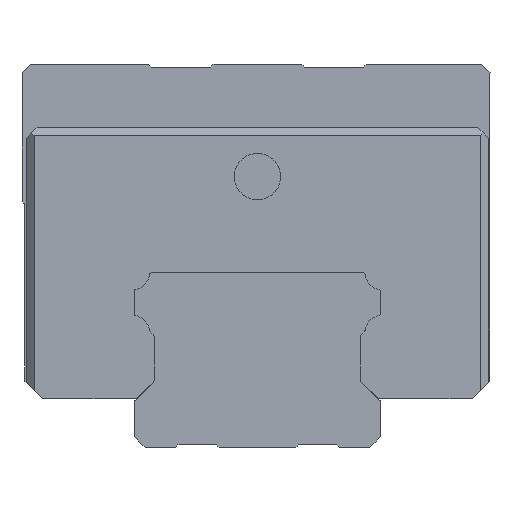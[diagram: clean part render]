
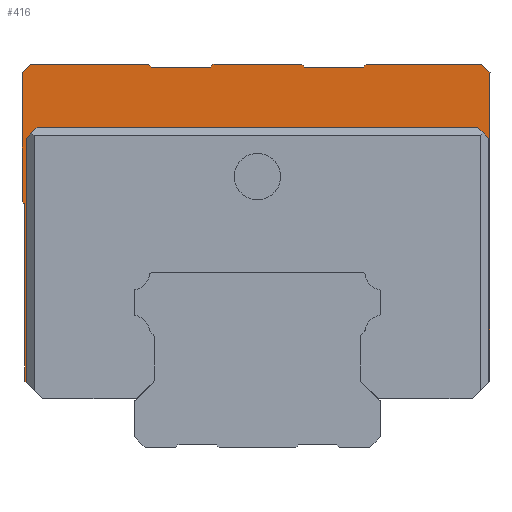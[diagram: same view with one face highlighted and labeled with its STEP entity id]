
A CAD part, left-side view. The second image highlights one B-rep face of the part: STEP entity #416.
In plain terms, the highlighted planar face has unit normal (-1, 0, 0).
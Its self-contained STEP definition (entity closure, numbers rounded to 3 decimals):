
#416=ADVANCED_FACE('',(#694),#592,.T.);
#592=PLANE('',#3402);
#694=FACE_OUTER_BOUND('',#837,.T.);
#837=EDGE_LOOP('',(#1202,#1203,#1204,#1205,#1206,#1207,#1208,#1209,#1210,
#1211,#1212,#1213,#1214,#1215,#1216,#1217,#1218,#1219,#1220,#1221,#1222,
#1223,#1224,#1225));
#1054=CIRCLE('',#3400,0.7);
#1055=CIRCLE('',#3401,0.5);
#1202=ORIENTED_EDGE('',*,*,#2522,.F.);
#1203=ORIENTED_EDGE('',*,*,#2523,.F.);
#1204=ORIENTED_EDGE('',*,*,#2524,.F.);
#1205=ORIENTED_EDGE('',*,*,#2525,.F.);
#1206=ORIENTED_EDGE('',*,*,#2526,.F.);
#1207=ORIENTED_EDGE('',*,*,#2527,.T.);
#1208=ORIENTED_EDGE('',*,*,#2528,.T.);
#1209=ORIENTED_EDGE('',*,*,#2529,.T.);
#1210=ORIENTED_EDGE('',*,*,#2530,.T.);
#1211=ORIENTED_EDGE('',*,*,#2531,.T.);
#1212=ORIENTED_EDGE('',*,*,#2532,.T.);
#1213=ORIENTED_EDGE('',*,*,#2533,.T.);
#1214=ORIENTED_EDGE('',*,*,#2534,.T.);
#1215=ORIENTED_EDGE('',*,*,#2535,.T.);
#1216=ORIENTED_EDGE('',*,*,#2536,.T.);
#1217=ORIENTED_EDGE('',*,*,#2537,.T.);
#1218=ORIENTED_EDGE('',*,*,#2538,.T.);
#1219=ORIENTED_EDGE('',*,*,#2539,.T.);
#1220=ORIENTED_EDGE('',*,*,#2540,.T.);
#1221=ORIENTED_EDGE('',*,*,#2541,.T.);
#1222=ORIENTED_EDGE('',*,*,#2542,.T.);
#1223=ORIENTED_EDGE('',*,*,#2543,.T.);
#1224=ORIENTED_EDGE('',*,*,#2544,.T.);
#1225=ORIENTED_EDGE('',*,*,#2545,.T.);
#2178=VERTEX_POINT('',#4528);
#2179=VERTEX_POINT('',#4529);
#2180=VERTEX_POINT('',#4531);
#2181=VERTEX_POINT('',#4533);
#2182=VERTEX_POINT('',#4535);
#2183=VERTEX_POINT('',#4537);
#2184=VERTEX_POINT('',#4539);
#2185=VERTEX_POINT('',#4541);
#2186=VERTEX_POINT('',#4543);
#2187=VERTEX_POINT('',#4545);
#2188=VERTEX_POINT('',#4547);
#2189=VERTEX_POINT('',#4549);
#2190=VERTEX_POINT('',#4551);
#2191=VERTEX_POINT('',#4553);
#2192=VERTEX_POINT('',#4555);
#2193=VERTEX_POINT('',#4557);
#2194=VERTEX_POINT('',#4559);
#2195=VERTEX_POINT('',#4561);
#2196=VERTEX_POINT('',#4563);
#2197=VERTEX_POINT('',#4565);
#2198=VERTEX_POINT('',#4567);
#2199=VERTEX_POINT('',#4569);
#2200=VERTEX_POINT('',#4571);
#2201=VERTEX_POINT('',#4573);
#2522=EDGE_CURVE('',#2178,#2179,#3020,.T.);
#2523=EDGE_CURVE('',#2180,#2178,#3021,.T.);
#2524=EDGE_CURVE('',#2181,#2180,#3022,.T.);
#2525=EDGE_CURVE('',#2182,#2181,#3023,.T.);
#2526=EDGE_CURVE('',#2183,#2182,#3024,.T.);
#2527=EDGE_CURVE('',#2183,#2184,#3025,.T.);
#2528=EDGE_CURVE('',#2184,#2185,#3026,.T.);
#2529=EDGE_CURVE('',#2185,#2186,#3027,.T.);
#2530=EDGE_CURVE('',#2186,#2187,#3028,.T.);
#2531=EDGE_CURVE('',#2187,#2188,#3029,.T.);
#2532=EDGE_CURVE('',#2188,#2189,#3030,.T.);
#2533=EDGE_CURVE('',#2189,#2190,#3031,.T.);
#2534=EDGE_CURVE('',#2190,#2191,#3032,.T.);
#2535=EDGE_CURVE('',#2191,#2192,#3033,.T.);
#2536=EDGE_CURVE('',#2192,#2193,#3034,.T.);
#2537=EDGE_CURVE('',#2193,#2194,#3035,.T.);
#2538=EDGE_CURVE('',#2194,#2195,#3036,.T.);
#2539=EDGE_CURVE('',#2195,#2196,#3037,.T.);
#2540=EDGE_CURVE('',#2196,#2197,#3038,.T.);
#2541=EDGE_CURVE('',#2197,#2198,#1054,.T.);
#2542=EDGE_CURVE('',#2198,#2199,#3039,.T.);
#2543=EDGE_CURVE('',#2199,#2200,#1055,.T.);
#2544=EDGE_CURVE('',#2200,#2201,#3040,.T.);
#2545=EDGE_CURVE('',#2201,#2179,#3041,.T.);
#3020=LINE('',#4527,#3222);
#3021=LINE('',#4530,#3223);
#3022=LINE('',#4532,#3224);
#3023=LINE('',#4534,#3225);
#3024=LINE('',#4536,#3226);
#3025=LINE('',#4538,#3227);
#3026=LINE('',#4540,#3228);
#3027=LINE('',#4542,#3229);
#3028=LINE('',#4544,#3230);
#3029=LINE('',#4546,#3231);
#3030=LINE('',#4548,#3232);
#3031=LINE('',#4550,#3233);
#3032=LINE('',#4552,#3234);
#3033=LINE('',#4554,#3235);
#3034=LINE('',#4556,#3236);
#3035=LINE('',#4558,#3237);
#3036=LINE('',#4560,#3238);
#3037=LINE('',#4562,#3239);
#3038=LINE('',#4564,#3240);
#3039=LINE('',#4568,#3241);
#3040=LINE('',#4572,#3242);
#3041=LINE('',#4574,#3243);
#3222=VECTOR('',#3723,1.);
#3223=VECTOR('',#3724,1.);
#3224=VECTOR('',#3725,1.);
#3225=VECTOR('',#3726,1.);
#3226=VECTOR('',#3727,1.);
#3227=VECTOR('',#3728,1.);
#3228=VECTOR('',#3729,1.);
#3229=VECTOR('',#3730,1.);
#3230=VECTOR('',#3731,1.);
#3231=VECTOR('',#3732,1.);
#3232=VECTOR('',#3733,1.);
#3233=VECTOR('',#3734,1.);
#3234=VECTOR('',#3735,1.);
#3235=VECTOR('',#3736,1.);
#3236=VECTOR('',#3737,1.);
#3237=VECTOR('',#3738,1.);
#3238=VECTOR('',#3739,1.);
#3239=VECTOR('',#3740,1.);
#3240=VECTOR('',#3741,1.);
#3241=VECTOR('',#3744,1.);
#3242=VECTOR('',#3747,1.);
#3243=VECTOR('',#3748,1.);
#3400=AXIS2_PLACEMENT_3D('',#4566,#3742,#3743);
#3401=AXIS2_PLACEMENT_3D('',#4570,#3745,#3746);
#3402=AXIS2_PLACEMENT_3D('',#4575,#3749,#3750);
#3723=DIRECTION('',(0.,0.,-1.));
#3724=DIRECTION('',(0.,0.707,-0.707));
#3725=DIRECTION('',(0.,1.,0.));
#3726=DIRECTION('',(0.,0.707,0.707));
#3727=DIRECTION('',(0.,0.,1.));
#3728=DIRECTION('',(0.,-0.707,0.707));
#3729=DIRECTION('',(0.,0.,1.));
#3730=DIRECTION('',(0.,0.707,0.707));
#3731=DIRECTION('',(0.,1.,0.));
#3732=DIRECTION('',(0.,0.707,-0.707));
#3733=DIRECTION('',(0.,1.,0.));
#3734=DIRECTION('',(0.,0.707,0.707));
#3735=DIRECTION('',(0.,1.,0.));
#3736=DIRECTION('',(0.,0.707,-0.707));
#3737=DIRECTION('',(0.,1.,0.));
#3738=DIRECTION('',(0.,0.707,0.707));
#3739=DIRECTION('',(0.,1.,0.));
#3740=DIRECTION('',(0.,0.707,-0.707));
#3741=DIRECTION('',(0.,0.,-1.));
#3742=DIRECTION('',(-1.,0.,0.));
#3743=DIRECTION('',(0.,-1.,0.));
#3744=DIRECTION('',(0.,-0.707,-0.707));
#3745=DIRECTION('',(1.,0.,0.));
#3746=DIRECTION('',(0.,-1.,0.));
#3747=DIRECTION('',(0.,0.,-1.));
#3748=DIRECTION('',(0.,-0.707,-0.707));
#3749=DIRECTION('',(-1.,0.,0.));
#3750=DIRECTION('',(0.,0.,1.));
#4527=CARTESIAN_POINT('',(49.994,-1478.596,56.5));
#4528=CARTESIAN_POINT('',(49.994,-1478.596,56.5));
#4529=CARTESIAN_POINT('',(49.994,-1478.596,11.9));
#4530=CARTESIAN_POINT('',(49.994,-1480.596,58.5));
#4531=CARTESIAN_POINT('',(49.994,-1480.596,58.5));
#4532=CARTESIAN_POINT('',(49.994,-1561.096,58.5));
#4533=CARTESIAN_POINT('',(49.994,-1561.096,58.5));
#4534=CARTESIAN_POINT('',(49.994,-1563.096,56.5));
#4535=CARTESIAN_POINT('',(49.994,-1563.096,56.5));
#4536=CARTESIAN_POINT('',(49.994,-1563.096,11.9));
#4537=CARTESIAN_POINT('',(49.994,-1563.096,11.9));
#4538=CARTESIAN_POINT('',(49.994,-1560.096,8.9));
#4539=CARTESIAN_POINT('',(49.994,-1563.346,12.15));
#4540=CARTESIAN_POINT('',(49.994,-1563.346,12.15));
#4541=CARTESIAN_POINT('',(49.994,-1563.346,68.5));
#4542=CARTESIAN_POINT('',(49.994,-1563.346,68.5));
#4543=CARTESIAN_POINT('',(49.994,-1561.846,70.));
#4544=CARTESIAN_POINT('',(49.994,-1561.846,70.));
#4545=CARTESIAN_POINT('',(49.994,-1540.739,70.));
#4546=CARTESIAN_POINT('',(49.994,-1540.739,70.));
#4547=CARTESIAN_POINT('',(49.994,-1540.239,69.5));
#4548=CARTESIAN_POINT('',(49.994,-1540.239,69.5));
#4549=CARTESIAN_POINT('',(49.994,-1529.453,69.5));
#4550=CARTESIAN_POINT('',(49.994,-1529.453,69.5));
#4551=CARTESIAN_POINT('',(49.994,-1528.953,70.));
#4552=CARTESIAN_POINT('',(49.994,-1528.953,70.));
#4553=CARTESIAN_POINT('',(49.994,-1512.739,70.));
#4554=CARTESIAN_POINT('',(49.994,-1512.739,70.));
#4555=CARTESIAN_POINT('',(49.994,-1512.239,69.5));
#4556=CARTESIAN_POINT('',(49.994,-1512.239,69.5));
#4557=CARTESIAN_POINT('',(49.994,-1501.453,69.5));
#4558=CARTESIAN_POINT('',(49.994,-1501.453,69.5));
#4559=CARTESIAN_POINT('',(49.994,-1500.953,70.));
#4560=CARTESIAN_POINT('',(49.994,-1500.953,70.));
#4561=CARTESIAN_POINT('',(49.994,-1479.346,70.));
#4562=CARTESIAN_POINT('',(49.994,-1479.346,70.));
#4563=CARTESIAN_POINT('',(49.994,-1477.846,68.5));
#4564=CARTESIAN_POINT('',(49.994,-1477.846,58.5));
#4565=CARTESIAN_POINT('',(49.994,-1477.846,45.));
#4566=CARTESIAN_POINT('',(49.994,-1478.396,45.433));
#4567=CARTESIAN_POINT('',(49.994,-1477.901,44.938));
#4568=CARTESIAN_POINT('',(49.994,-1477.901,44.938));
#4569=CARTESIAN_POINT('',(49.994,-1478.199,44.639));
#4570=CARTESIAN_POINT('',(49.994,-1477.846,44.286));
#4571=CARTESIAN_POINT('',(49.994,-1478.346,44.286));
#4572=CARTESIAN_POINT('',(49.994,-1478.346,44.286));
#4573=CARTESIAN_POINT('',(49.994,-1478.346,12.15));
#4574=CARTESIAN_POINT('',(49.994,-1478.346,12.15));
#4575=CARTESIAN_POINT('',(49.994,-1478.396,45.433));
